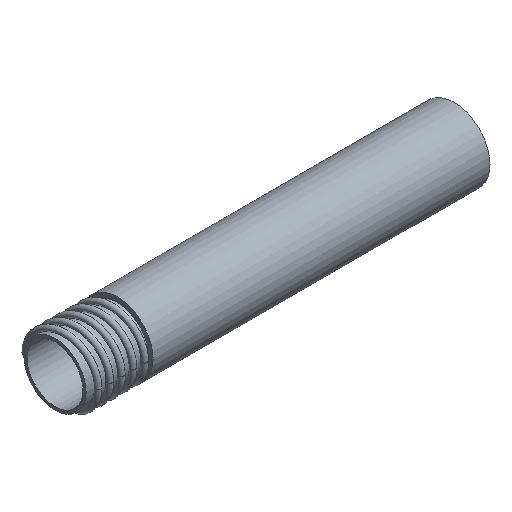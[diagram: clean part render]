
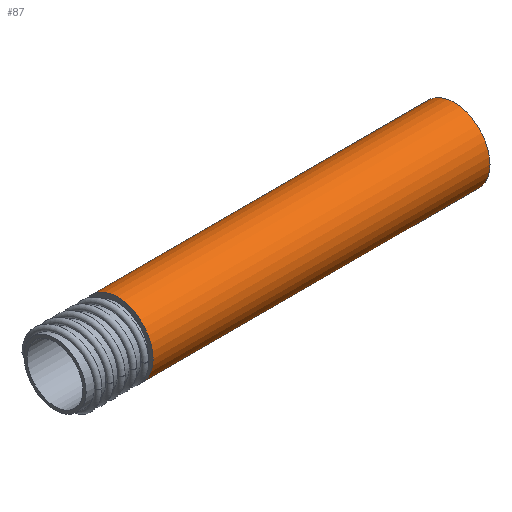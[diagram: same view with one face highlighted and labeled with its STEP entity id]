
A CAD part, isometric view. The second image highlights one B-rep face of the part: STEP entity #87.
In plain terms, the highlighted cylindrical face has radius 13.5 mm (diameter 27 mm), a full revolution.
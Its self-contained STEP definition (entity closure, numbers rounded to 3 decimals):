
#87 = ADVANCED_FACE( '', ( #121, #122 ), #123, .T. );
#121 = FACE_OUTER_BOUND( '', #162, .T. );
#122 = FACE_OUTER_BOUND( '', #163, .T. );
#123 = CYLINDRICAL_SURFACE( '', #164, 13.5 );
#162 = EDGE_LOOP( '', ( #274, #275, #276 ) );
#163 = EDGE_LOOP( '', ( #277 ) );
#164 = AXIS2_PLACEMENT_3D( '', #278, #279, #280 );
#274 = ORIENTED_EDGE( '', *, *, #354, .F. );
#275 = ORIENTED_EDGE( '', *, *, #355, .T. );
#276 = ORIENTED_EDGE( '', *, *, #352, .T. );
#277 = ORIENTED_EDGE( '', *, *, #356, .F. );
#278 = CARTESIAN_POINT( '', ( 150., 0., 0. ) );
#279 = DIRECTION( '', ( -1., 0., 0. ) );
#280 = DIRECTION( '', ( 0., 0., -1. ) );
#352 = EDGE_CURVE( '', #422, #420, #423, .T. );
#354 = EDGE_CURVE( '', #425, #420, #426, .T. );
#355 = EDGE_CURVE( '', #425, #422, #427, .T. );
#356 = EDGE_CURVE( '', #428, #428, #429, .T. );
#420 = VERTEX_POINT( '', #1438 );
#422 = VERTEX_POINT( '', #1485 );
#423 = CIRCLE( '', #1486, 13.5 );
#425 = VERTEX_POINT( '', #1489 );
#426 = B_SPLINE_CURVE_WITH_KNOTS( '', 3, ( #1490, #1491, #1492, #1493, #1494, #1495, #1496, #1497, #1498, #1499 ), .UNSPECIFIED., .F., .F., ( 4, 2, 2, 2, 4 ), ( 0., 0.002, 0.003, 0.005, 0.007 ), .UNSPECIFIED. );
#427 = CIRCLE( '', #1500, 1. );
#428 = VERTEX_POINT( '', #1501 );
#429 = CIRCLE( '', #1502, 13.5 );
#1438 = CARTESIAN_POINT( '', ( 23.372, 11.496, -7.077 ) );
#1485 = CARTESIAN_POINT( '', ( 23.372, 13.5, 0. ) );
#1486 = AXIS2_PLACEMENT_3D( '', #1546, #1547, #1548 );
#1489 = CARTESIAN_POINT( '', ( 23.372, 13.5, 0. ) );
#1490 = CARTESIAN_POINT( '', ( 23.372, 13.5, 0. ) );
#1491 = CARTESIAN_POINT( '', ( 23.386, 13.5, -0.622 ) );
#1492 = CARTESIAN_POINT( '', ( 23.397, 13.457, -1.245 ) );
#1493 = CARTESIAN_POINT( '', ( 23.411, 13.285, -2.478 ) );
#1494 = CARTESIAN_POINT( '', ( 23.415, 13.157, -3.088 ) );
#1495 = CARTESIAN_POINT( '', ( 23.415, 12.82, -4.276 ) );
#1496 = CARTESIAN_POINT( '', ( 23.411, 12.611, -4.857 ) );
#1497 = CARTESIAN_POINT( '', ( 23.397, 12.114, -5.991 ) );
#1498 = CARTESIAN_POINT( '', ( 23.386, 11.823, -6.546 ) );
#1499 = CARTESIAN_POINT( '', ( 23.372, 11.496, -7.077 ) );
#1500 = AXIS2_PLACEMENT_3D( '', #1550, #1551, #1552 );
#1501 = CARTESIAN_POINT( '', ( 150., 0., -13.5 ) );
#1502 = AXIS2_PLACEMENT_3D( '', #1553, #1554, #1555 );
#1546 = CARTESIAN_POINT( '', ( 23.372, 0., 0. ) );
#1547 = DIRECTION( '', ( 1., 0., 0. ) );
#1548 = DIRECTION( '', ( 0., 0., -1. ) );
#1550 = CARTESIAN_POINT( '', ( 23.372, 12.5, 0. ) );
#1551 = DIRECTION( '', ( 0., 0., 1. ) );
#1552 = DIRECTION( '', ( 0., 1., 0. ) );
#1553 = CARTESIAN_POINT( '', ( 150., 0., 0. ) );
#1554 = DIRECTION( '', ( 1., 0., 0. ) );
#1555 = DIRECTION( '', ( 0., 0., -1. ) );
